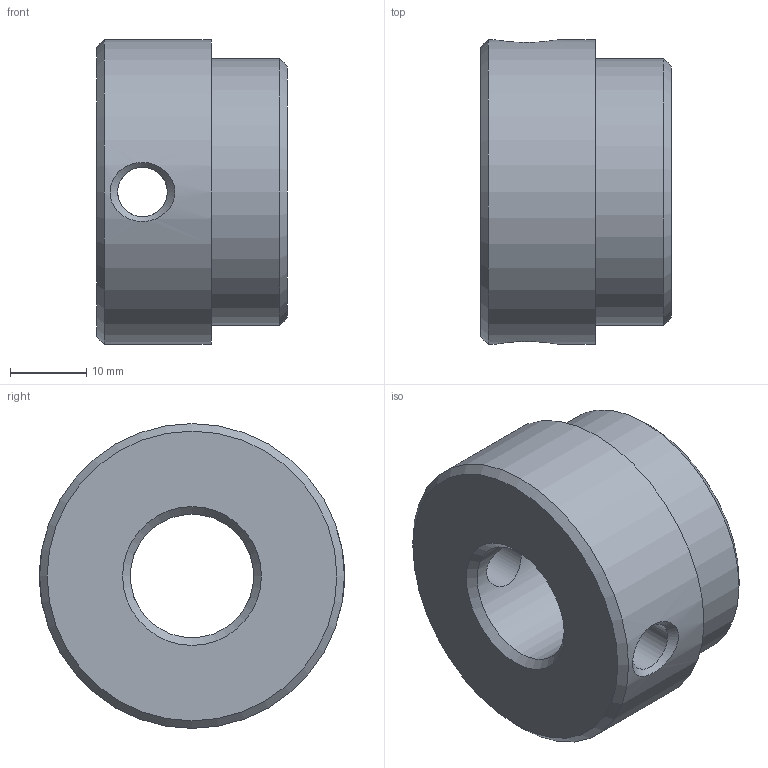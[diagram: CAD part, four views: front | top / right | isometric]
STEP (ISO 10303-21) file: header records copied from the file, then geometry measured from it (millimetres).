
FILE_DESCRIPTION(('STEP AP214'),'1');
FILE_NAME('e.stp','2024-03-22T14:32:29',(' '),(' '),'Spatial InterOp 3D',' ',' ');
FILE_SCHEMA(('AUTOMOTIVE_DESIGN { 1 0 10303 214 1 1 1 1 }'));
Length unit declared in the file: millimetre
Products named in the file (1): Douille D16 percée
Bounding box: 25 x 40 x 40 mm (x, y, z)
Volume: 22336.8 mm3; surface area: 6499.8 mm2
Topology: 1 solids, 1 shells, 14 faces, 31 edges, 20 vertices
Faces by surface type: cone 6, cylinder 5, plane 3
Full cylindrical faces by diameter (mm): 6.5 x2, 16.2 x1, 35 x1, 40 x1
Entity records: 851 total; most frequent: CARTESIAN_POINT 314, DIRECTION 54, EDGE_LOOP 32, ORIENTED_EDGE 32, AXIS2_PLACEMENT_3D 27, PROPERTY_DEFINITION_REPRESENTATION 24, GENERAL_PROPERTY_ASSOCIATION 24, PROPERTY_DEFINITION 24
